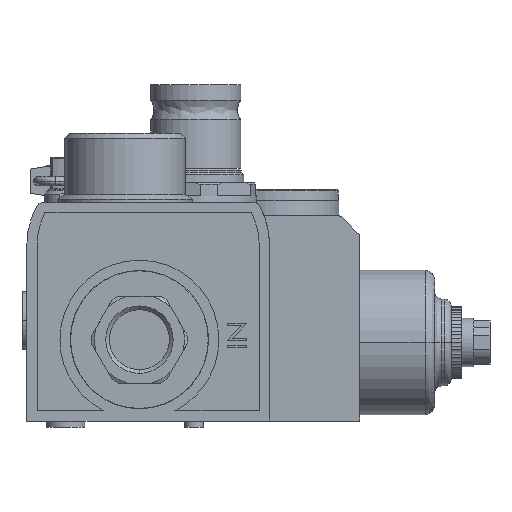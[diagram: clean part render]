
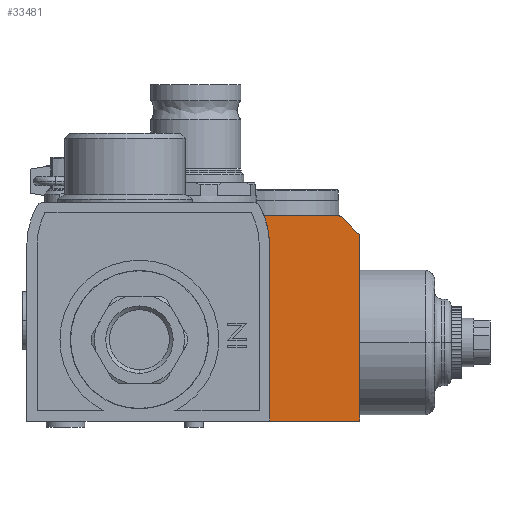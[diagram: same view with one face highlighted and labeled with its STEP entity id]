
A CAD part, left-side view. The second image highlights one B-rep face of the part: STEP entity #33481.
In plain terms, the highlighted planar face has unit normal (-1, 0, 0).
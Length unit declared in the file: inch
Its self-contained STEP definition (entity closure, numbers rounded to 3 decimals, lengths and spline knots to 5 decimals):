
#907 = CARTESIAN_POINT ( 'NONE',  ( 0.03937, -2.62205, 1.51575 ) ) ;
#3081 = EDGE_CURVE ( 'NONE', #12853, #15872, #26443, .T. ) ;
#3401 = ORIENTED_EDGE ( 'NONE', *, *, #41496, .F. ) ;
#4475 = DIRECTION ( 'NONE',  ( -1., 0., 0. ) ) ;
#4901 = ORIENTED_EDGE ( 'NONE', *, *, #35340, .T. ) ;
#4982 = DIRECTION ( 'NONE',  ( 0., 0., 1. ) ) ;
#5090 = LINE ( 'NONE', #5951, #17744 ) ;
#5914 = ORIENTED_EDGE ( 'NONE', *, *, #36357, .T. ) ;
#5951 = CARTESIAN_POINT ( 'NONE',  ( 0.03937, -1.59291, -0.99606 ) ) ;
#8333 = CARTESIAN_POINT ( 'NONE',  ( 0.03937, -2.48293, 1.49384 ) ) ;
#8349 = EDGE_CURVE ( 'NONE', #61820, #46748, #30351, .T. ) ;
#9326 = DIRECTION ( 'NONE',  ( 1., 0., 0. ) ) ;
#12853 = VERTEX_POINT ( 'NONE', #8333 ) ;
#13455 = CARTESIAN_POINT ( 'NONE',  ( 0.03937, -1.59291, 1.15748 ) ) ;
#15872 = VERTEX_POINT ( 'NONE', #64031 ) ;
#17257 = CARTESIAN_POINT ( 'NONE',  ( 0.03937, -2.62205, 1.24894 ) ) ;
#17744 = VECTOR ( 'NONE', #49057, 39.37008 ) ;
#17814 = DIRECTION ( 'NONE',  ( 0., 0., 1. ) ) ;
#17909 = VERTEX_POINT ( 'NONE', #13455 ) ;
#19107 = AXIS2_PLACEMENT_3D ( 'NONE', #41576, #9326, #47021 ) ;
#19955 = EDGE_CURVE ( 'NONE', #15872, #48658, #61264, .T. ) ;
#22708 = DIRECTION ( 'NONE',  ( 0., -1., 0. ) ) ;
#22753 = ORIENTED_EDGE ( 'NONE', *, *, #8349, .F. ) ;
#22833 = CARTESIAN_POINT ( 'NONE',  ( 0.03937, -2.48293, 1.49384 ) ) ;
#23021 = FACE_OUTER_BOUND ( 'NONE', #29063, .T. ) ;
#23348 = DIRECTION ( 'NONE',  ( 1., 0., 0. ) ) ;
#26443 = LINE ( 'NONE', #22833, #53479 ) ;
#29063 = EDGE_LOOP ( 'NONE', ( #48319, #3401, #4901, #5914, #58008, #57801, #65981, #22753 ) ) ;
#29449 = AXIS2_PLACEMENT_3D ( 'NONE', #36782, #4475, #42173 ) ;
#30351 = LINE ( 'NONE', #907, #70016 ) ;
#32879 = CARTESIAN_POINT ( 'NONE',  ( 0.03937, -1.59291, -0.99606 ) ) ;
#33481 = ADVANCED_FACE ( 'NONE', ( #23021 ), #52251, .F. ) ;
#35035 = LINE ( 'NONE', #37289, #62076 ) ;
#35340 = EDGE_CURVE ( 'NONE', #60193, #62136, #5090, .T. ) ;
#36357 = EDGE_CURVE ( 'NONE', #62136, #48658, #69829, .T. ) ;
#36782 = CARTESIAN_POINT ( 'NONE',  ( 0.03937, -0.59685, 1.15748 ) ) ;
#37289 = CARTESIAN_POINT ( 'NONE',  ( 0.03937, -1.59291, 1.24894 ) ) ;
#39306 = CIRCLE ( 'NONE', #29449, 0.99606 ) ;
#41496 = EDGE_CURVE ( 'NONE', #60193, #17909, #35035, .T. ) ;
#41576 = CARTESIAN_POINT ( 'NONE',  ( 0.03937, -2.62205, 1.24894 ) ) ;
#42173 = DIRECTION ( 'NONE',  ( 0., -1., 0. ) ) ;
#46748 = VERTEX_POINT ( 'NONE', #53522 ) ;
#47021 = DIRECTION ( 'NONE',  ( 0., 1., 0. ) ) ;
#47154 = AXIS2_PLACEMENT_3D ( 'NONE', #55653, #23348, #61096 ) ;
#48319 = ORIENTED_EDGE ( 'NONE', *, *, #54875, .F. ) ;
#48658 = VERTEX_POINT ( 'NONE', #65503 ) ;
#49057 = DIRECTION ( 'NONE',  ( 0., -1., 0. ) ) ;
#50109 = AXIS2_PLACEMENT_3D ( 'NONE', #17257, #55005, #22708 ) ;
#52251 = PLANE ( 'NONE',  #19107 ) ;
#53479 = VECTOR ( 'NONE', #55366, 39.37008 ) ;
#53522 = CARTESIAN_POINT ( 'NONE',  ( 0.03937, -2.43004, 1.51575 ) ) ;
#54875 = EDGE_CURVE ( 'NONE', #17909, #61820, #39306, .T. ) ;
#55005 = DIRECTION ( 'NONE',  ( 1., 0., 0. ) ) ;
#55366 = DIRECTION ( 'NONE',  ( 0., -0.707, -0.707 ) ) ;
#55481 = VECTOR ( 'NONE', #17814, 39.37008 ) ;
#55550 = CARTESIAN_POINT ( 'NONE',  ( 0.03937, -2.69685, -0.99606 ) ) ;
#55653 = CARTESIAN_POINT ( 'NONE',  ( 0.03937, -2.43004, 1.44094 ) ) ;
#57801 = ORIENTED_EDGE ( 'NONE', *, *, #3081, .F. ) ;
#58008 = ORIENTED_EDGE ( 'NONE', *, *, #19955, .F. ) ;
#60193 = VERTEX_POINT ( 'NONE', #32879 ) ;
#61096 = DIRECTION ( 'NONE',  ( 0., -1., 0. ) ) ;
#61264 = CIRCLE ( 'NONE', #50109, 0.0748 ) ;
#61820 = VERTEX_POINT ( 'NONE', #63842 ) ;
#62076 = VECTOR ( 'NONE', #4982, 39.37008 ) ;
#62136 = VERTEX_POINT ( 'NONE', #55550 ) ;
#63842 = CARTESIAN_POINT ( 'NONE',  ( 0.03937, -1.52625, 1.51575 ) ) ;
#64031 = CARTESIAN_POINT ( 'NONE',  ( 0.03937, -2.67494, 1.30183 ) ) ;
#65503 = CARTESIAN_POINT ( 'NONE',  ( 0.03937, -2.69685, 1.24894 ) ) ;
#65569 = DIRECTION ( 'NONE',  ( 0., -1., 0. ) ) ;
#65981 = ORIENTED_EDGE ( 'NONE', *, *, #66228, .F. ) ;
#66195 = CARTESIAN_POINT ( 'NONE',  ( 0.03937, -2.69685, 1.24894 ) ) ;
#66228 = EDGE_CURVE ( 'NONE', #46748, #12853, #66498, .T. ) ;
#66498 = CIRCLE ( 'NONE', #47154, 0.0748 ) ;
#69829 = LINE ( 'NONE', #66195, #55481 ) ;
#70016 = VECTOR ( 'NONE', #65569, 39.37008 ) ;
